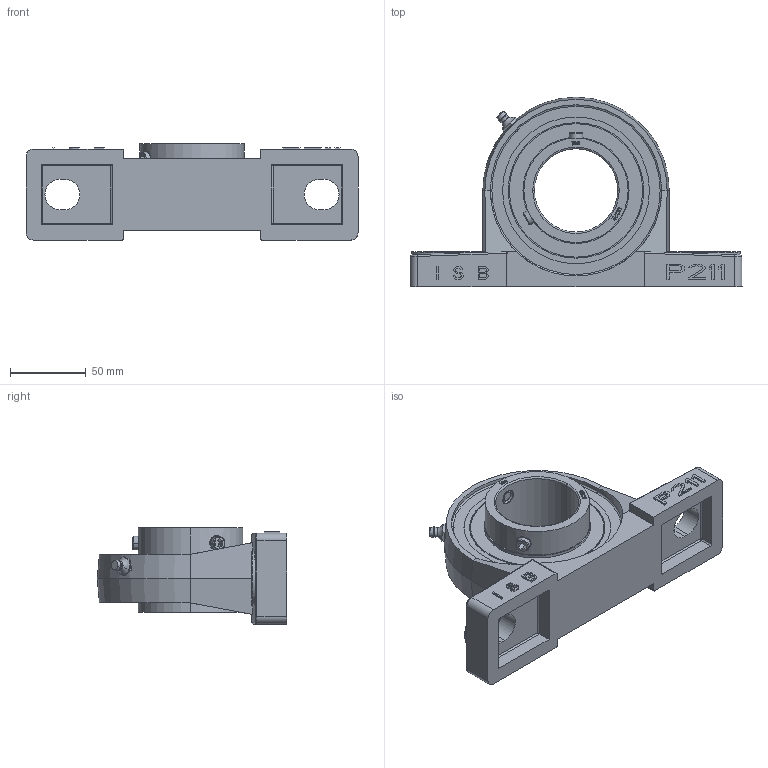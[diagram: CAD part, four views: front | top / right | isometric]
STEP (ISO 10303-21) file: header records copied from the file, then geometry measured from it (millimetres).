
FILE_DESCRIPTION((''),'2;1');
FILE_NAME('UCP211_ASM','2019-05-29T08:56:39',('giuseppe.caruso'),(''),'CREO PARAMETRIC BY PTC INC, 2016390','CREO PARAMETRIC BY PTC INC, 2016390','');
FILE_SCHEMA(('CONFIG_CONTROL_DESIGN'));
Length unit declared in the file: millimetre
Products named in the file (11): P211; UC211_AI_AF0; UC211_AE_AF0; UC211_BALL; UC211_CAGE; UC211_SEAL; UC211_ALETTE; GRANO_M10X1; UC211_ASM; INGR_M10X1; UCP211_ASM
Assembly tree (22 placements, depth 3):
  UCP211_ASM
    P211
    UC211_ASM
      UC211_AI_AF0
      UC211_AE_AF0
      UC211_BALL  x10
      UC211_CAGE
      UC211_SEAL  x2
      UC211_ALETTE  x2
      GRANO_M10X1  x2
    INGR_M10X1
Bounding box: 219 x 125 x 63.4 mm (x, y, z)
Volume: 426598 mm3; surface area: 146538 mm2
Topology: 21 solids, 25 shells, 802 faces, 2087 edges, 1339 vertices
Faces by surface type: plane 524, cylinder 138, sphere 72, cone 46, torus 18, bspline 4
Entity records: 23767 total; most frequent: CARTESIAN_POINT 5026, ORIENTED_EDGE 3826, DIRECTION 3814, EDGE_CURVE 1925, VECTOR 1372, LINE 1372, VERTEX_POINT 1255, AXIS2_PLACEMENT_3D 1221
